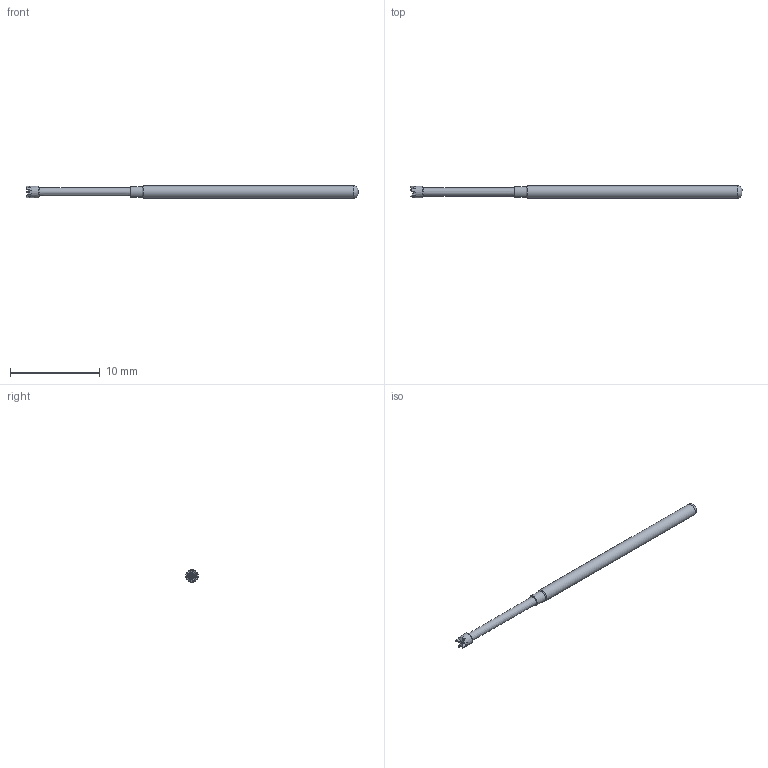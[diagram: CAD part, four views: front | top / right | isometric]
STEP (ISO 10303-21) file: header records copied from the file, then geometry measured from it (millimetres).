
FILE_DESCRIPTION (( 'STEP AP214' ), '1' );
FILE_NAME ('100-PR_4055_-S.STEP', '2019-06-12T16:41:58', ( '' ), ( '' ), 'SwSTEP 2.0', 'SolidWorks 2018', '' );
FILE_SCHEMA (( 'AUTOMOTIVE_DESIGN' ));
Length unit declared in the file: inch
Products named in the file (1): 100-PR_4055_-S
Bounding box: 37.08 x 1.37 x 1.37 mm (x, y, z)
Volume: 45.2 mm3; surface area: 147.2 mm2
Topology: 1 solids, 1 shells, 95 faces, 215 edges, 123 vertices
Faces by surface type: bspline 80, plane 7, cone 5, cylinder 2, torus 1
Full cylindrical faces by diameter (mm): 1.219 x1, 1.367 x1
Entity records: 18018 total; most frequent: CARTESIAN_POINT 15315, ORIENTED_EDGE 408, EDGE_CURVE 204, B_SPLINE_CURVE_WITH_KNOTS 190, VERTEX_POINT 120, EDGE_LOOP 104, UNCERTAINTY_MEASURE_WITH_UNIT 98, DIMENSIONAL_EXPONENTS 98
